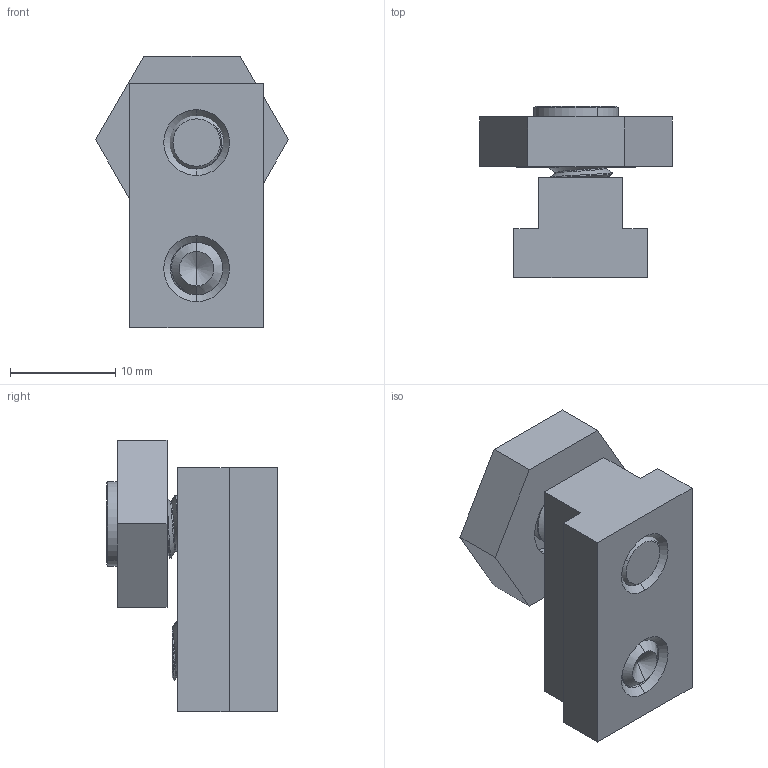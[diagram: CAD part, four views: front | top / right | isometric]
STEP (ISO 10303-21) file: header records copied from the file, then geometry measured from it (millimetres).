
FILE_DESCRIPTION (( 'STEP AP214' ), '1' );
FILE_NAME ('50422.STEP', '2020-10-08T13:44:23', ( 'Mike W' ), ( '' ), 'SwSTEP 2.0', 'SolidWorks 2018', '' );
FILE_SCHEMA (( 'AUTOMOTIVE_DESIGN' ));
Length unit declared in the file: inch
Products named in the file (7): 50206_50206; 50365_50365; 10582_10582; (TSN) T-Nut Assemblies (English& Metric Configured)_50708; M610MM SSS_M610MM SSS; TSN-Nut Bodies (Std Configured)_507081; 50422
Assembly tree (6 placements, depth 3):
  50422
    (TSN) T-Nut Assemblies (English& Metric Configured)_50708
      TSN-Nut Bodies (Std Configured)_507081
      M610MM SSS_M610MM SSS
    50206_50206
      10582_10582
      50365_50365
Bounding box: 18.33 x 16.25 x 25.79 mm (x, y, z)
Volume: 3292.8 mm3; surface area: 3059 mm2
Topology: 4 solids, 4 shells, 137 faces, 333 edges, 204 vertices
Faces by surface type: cylinder 52, plane 42, cone 37, bspline 6
Entity records: 7918 total; most frequent: CARTESIAN_POINT 4707, ORIENTED_EDGE 658, DIRECTION 556, EDGE_CURVE 329, AXIS2_PLACEMENT_3D 205, VERTEX_POINT 204, EDGE_LOOP 147, LINE 146
